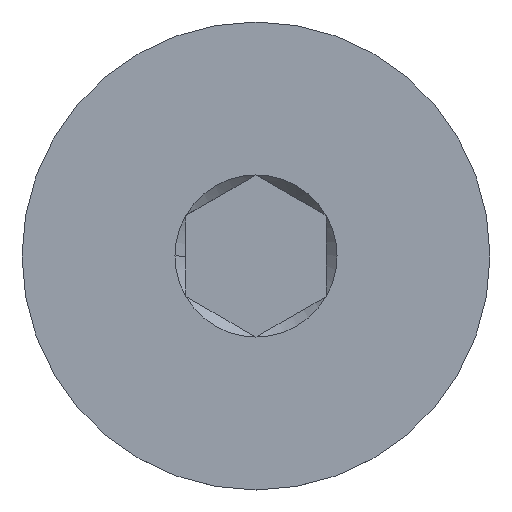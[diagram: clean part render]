
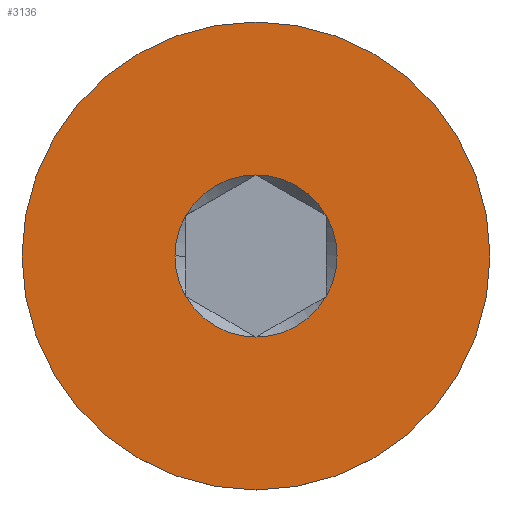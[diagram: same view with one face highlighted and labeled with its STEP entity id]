
A CAD part, top view. The second image highlights one B-rep face of the part: STEP entity #3136.
In plain terms, the highlighted planar face has unit normal (0, 0, 1).
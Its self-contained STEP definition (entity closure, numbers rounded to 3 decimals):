
#24 = EDGE_CURVE ( 'NONE', #5174, #3813, #3994, .T. ) ;
#39 = AXIS2_PLACEMENT_3D ( 'NONE', #4379, #4785, #1892 ) ;
#50 = DIRECTION ( 'NONE',  ( -1., 0., 0. ) ) ;
#58 = EDGE_CURVE ( 'NONE', #3813, #497, #4888, .T. ) ;
#188 = DIRECTION ( 'NONE',  ( -1., 0., 0. ) ) ;
#222 = DIRECTION ( 'NONE',  ( -1., 0., 0. ) ) ;
#440 = EDGE_CURVE ( 'NONE', #4588, #3230, #596, .T. ) ;
#497 = VERTEX_POINT ( 'NONE', #606 ) ;
#567 = CARTESIAN_POINT ( 'NONE',  ( 0., 0., 6. ) ) ;
#596 = CIRCLE ( 'NONE', #3680, 0.866 ) ;
#606 = CARTESIAN_POINT ( 'NONE',  ( 0.75, -0.433, 6. ) ) ;
#671 = DIRECTION ( 'NONE',  ( 0., 0., 1. ) ) ;
#738 = CARTESIAN_POINT ( 'NONE',  ( 0., 0., 6. ) ) ;
#786 = CIRCLE ( 'NONE', #2866, 0.866 ) ;
#795 = VERTEX_POINT ( 'NONE', #4875 ) ;
#969 = FACE_OUTER_BOUND ( 'NONE', #4254, .T. ) ;
#994 = CARTESIAN_POINT ( 'NONE',  ( 0., 0., 6. ) ) ;
#1003 = ORIENTED_EDGE ( 'NONE', *, *, #24, .T. ) ;
#1143 = AXIS2_PLACEMENT_3D ( 'NONE', #3154, #3642, #3605 ) ;
#1184 = AXIS2_PLACEMENT_3D ( 'NONE', #2201, #3396, #4268 ) ;
#1412 = DIRECTION ( 'NONE',  ( 0., 0., -1. ) ) ;
#1415 = DIRECTION ( 'NONE',  ( 0., 0., -1. ) ) ;
#1509 = AXIS2_PLACEMENT_3D ( 'NONE', #4209, #3362, #1764 ) ;
#1607 = EDGE_CURVE ( 'NONE', #795, #2835, #4935, .T. ) ;
#1654 = CARTESIAN_POINT ( 'NONE',  ( 0.75, 0.433, 6. ) ) ;
#1701 = CARTESIAN_POINT ( 'NONE',  ( 0., 0.866, 6. ) ) ;
#1758 = CARTESIAN_POINT ( 'NONE',  ( 0., -0.866, 6. ) ) ;
#1764 = DIRECTION ( 'NONE',  ( -1., 0., 0. ) ) ;
#1892 = DIRECTION ( 'NONE',  ( -1., 0., 0. ) ) ;
#2172 = DIRECTION ( 'NONE',  ( -1., 0., 0. ) ) ;
#2201 = CARTESIAN_POINT ( 'NONE',  ( 0., 0., 6. ) ) ;
#2274 = EDGE_CURVE ( 'NONE', #2796, #3177, #5260, .T. ) ;
#2485 = ORIENTED_EDGE ( 'NONE', *, *, #3330, .T. ) ;
#2534 = ORIENTED_EDGE ( 'NONE', *, *, #2274, .T. ) ;
#2631 = FACE_BOUND ( 'NONE', #4174, .T. ) ;
#2788 = EDGE_CURVE ( 'NONE', #3230, #795, #2935, .T. ) ;
#2789 = EDGE_CURVE ( 'NONE', #497, #4588, #786, .T. ) ;
#2796 = VERTEX_POINT ( 'NONE', #4793 ) ;
#2835 = VERTEX_POINT ( 'NONE', #4075 ) ;
#2866 = AXIS2_PLACEMENT_3D ( 'NONE', #738, #2874, #50 ) ;
#2874 = DIRECTION ( 'NONE',  ( 0., 0., -1. ) ) ;
#2935 = CIRCLE ( 'NONE', #1143, 0.866 ) ;
#2950 = AXIS2_PLACEMENT_3D ( 'NONE', #3401, #1415, #2172 ) ;
#3046 = CARTESIAN_POINT ( 'NONE',  ( 0., 0., 6. ) ) ;
#3104 = CARTESIAN_POINT ( 'NONE',  ( 0., 0., 6. ) ) ;
#3136 = ADVANCED_FACE ( 'NONE', ( #969, #2631 ), #3452, .F. ) ;
#3154 = CARTESIAN_POINT ( 'NONE',  ( 0., 0., 6. ) ) ;
#3177 = VERTEX_POINT ( 'NONE', #4304 ) ;
#3230 = VERTEX_POINT ( 'NONE', #4324 ) ;
#3307 = ORIENTED_EDGE ( 'NONE', *, *, #4375, .T. ) ;
#3314 = AXIS2_PLACEMENT_3D ( 'NONE', #567, #4259, #5043 ) ;
#3330 = EDGE_CURVE ( 'NONE', #2835, #5174, #5203, .T. ) ;
#3362 = DIRECTION ( 'NONE',  ( 0., 0., -1. ) ) ;
#3396 = DIRECTION ( 'NONE',  ( 0., 0., 1. ) ) ;
#3401 = CARTESIAN_POINT ( 'NONE',  ( 0., 0., 6. ) ) ;
#3452 = PLANE ( 'NONE',  #3314 ) ;
#3520 = DIRECTION ( 'NONE',  ( 0., -1., 0. ) ) ;
#3605 = DIRECTION ( 'NONE',  ( -1., 0., 0. ) ) ;
#3642 = DIRECTION ( 'NONE',  ( 0., 0., -1. ) ) ;
#3680 = AXIS2_PLACEMENT_3D ( 'NONE', #994, #4263, #222 ) ;
#3813 = VERTEX_POINT ( 'NONE', #1654 ) ;
#3894 = ORIENTED_EDGE ( 'NONE', *, *, #2789, .T. ) ;
#3994 = CIRCLE ( 'NONE', #1509, 0.866 ) ;
#4010 = ORIENTED_EDGE ( 'NONE', *, *, #58, .T. ) ;
#4075 = CARTESIAN_POINT ( 'NONE',  ( -0.75, 0.433, 6. ) ) ;
#4100 = CIRCLE ( 'NONE', #4499, 2.5 ) ;
#4174 = EDGE_LOOP ( 'NONE', ( #2485, #1003, #4010, #3894, #5211, #4722, #5281 ) ) ;
#4209 = CARTESIAN_POINT ( 'NONE',  ( 0., 0., 6. ) ) ;
#4254 = EDGE_LOOP ( 'NONE', ( #2534, #3307 ) ) ;
#4259 = DIRECTION ( 'NONE',  ( 0., 0., -1. ) ) ;
#4263 = DIRECTION ( 'NONE',  ( 0., 0., -1. ) ) ;
#4268 = DIRECTION ( 'NONE',  ( 0., -1., 0. ) ) ;
#4304 = CARTESIAN_POINT ( 'NONE',  ( 0., 2.5, 6. ) ) ;
#4324 = CARTESIAN_POINT ( 'NONE',  ( -0.75, -0.433, 6. ) ) ;
#4375 = EDGE_CURVE ( 'NONE', #3177, #2796, #4100, .T. ) ;
#4379 = CARTESIAN_POINT ( 'NONE',  ( 0., 0., 6. ) ) ;
#4499 = AXIS2_PLACEMENT_3D ( 'NONE', #3104, #671, #3520 ) ;
#4588 = VERTEX_POINT ( 'NONE', #1758 ) ;
#4722 = ORIENTED_EDGE ( 'NONE', *, *, #2788, .T. ) ;
#4785 = DIRECTION ( 'NONE',  ( 0., 0., -1. ) ) ;
#4793 = CARTESIAN_POINT ( 'NONE',  ( 0., -2.5, 6. ) ) ;
#4875 = CARTESIAN_POINT ( 'NONE',  ( -0.866, 0., 6. ) ) ;
#4888 = CIRCLE ( 'NONE', #5161, 0.866 ) ;
#4935 = CIRCLE ( 'NONE', #2950, 0.866 ) ;
#5043 = DIRECTION ( 'NONE',  ( 0., 1., 0. ) ) ;
#5161 = AXIS2_PLACEMENT_3D ( 'NONE', #3046, #1412, #188 ) ;
#5174 = VERTEX_POINT ( 'NONE', #1701 ) ;
#5203 = CIRCLE ( 'NONE', #39, 0.866 ) ;
#5211 = ORIENTED_EDGE ( 'NONE', *, *, #440, .T. ) ;
#5260 = CIRCLE ( 'NONE', #1184, 2.5 ) ;
#5281 = ORIENTED_EDGE ( 'NONE', *, *, #1607, .T. ) ;
